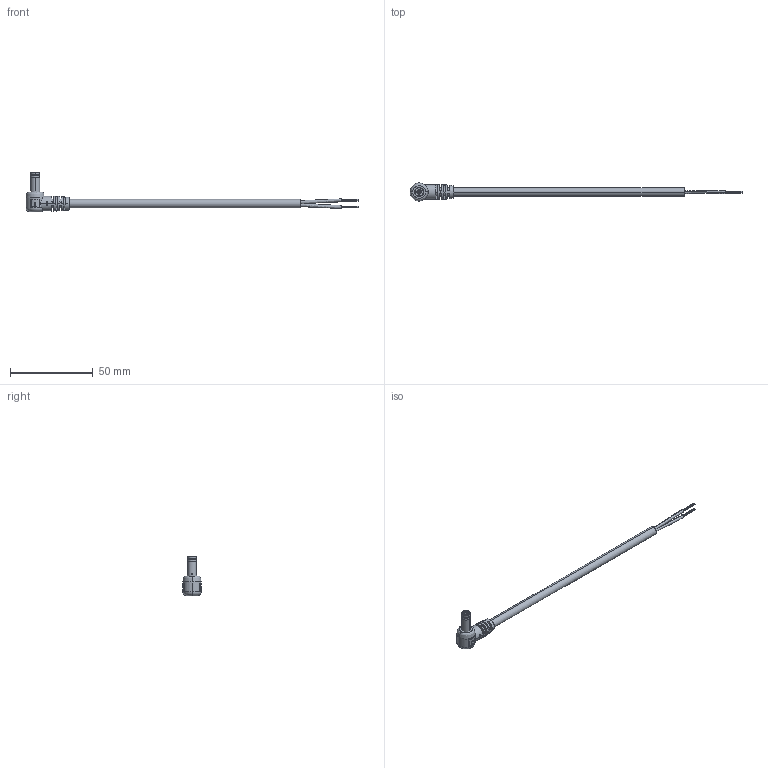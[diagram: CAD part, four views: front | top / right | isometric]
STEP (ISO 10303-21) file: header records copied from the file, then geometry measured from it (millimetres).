
FILE_DESCRIPTION (( 'STEP AP203' ), '1' );
FILE_NAME ('10-03361.STEP', '2019-04-25T17:24:52', ( '' ), ( '' ), 'SwSTEP 2.0', 'SolidWorks 2015', '' );
FILE_SCHEMA (( 'CONFIG_CONTROL_DESIGN' ));
Length unit declared in the file: millimetre
Products named in the file (7): 50-00133 contact; 50-00133 insulator; 50-00133; 24-00185_24 AWG wire; 30-00683_s+t 10 mm; 50-00133 shell; 10-03361
Assembly tree (6 placements, depth 3):
  10-03361
    30-00683_s+t 10 mm
    24-00185_24 AWG wire
    50-00133
      50-00133 contact
      50-00133 insulator
      50-00133 shell
Bounding box: 200.54 x 11 x 23.86 mm (x, y, z)
Volume: 5487.1 mm3; surface area: 20941 mm2
Topology: 89 solids, 89 shells, 991 faces, 2117 edges, 1399 vertices
Faces by surface type: cylinder 565, plane 355, bspline 44, torus 16, cone 11
Entity records: 30271 total; most frequent: CARTESIAN_POINT 7025, DIRECTION 5084, ORIENTED_EDGE 4234, AXIS2_PLACEMENT_3D 2176, EDGE_CURVE 2117, VERTEX_POINT 1399, EDGE_LOOP 1256, CIRCLE 1219
